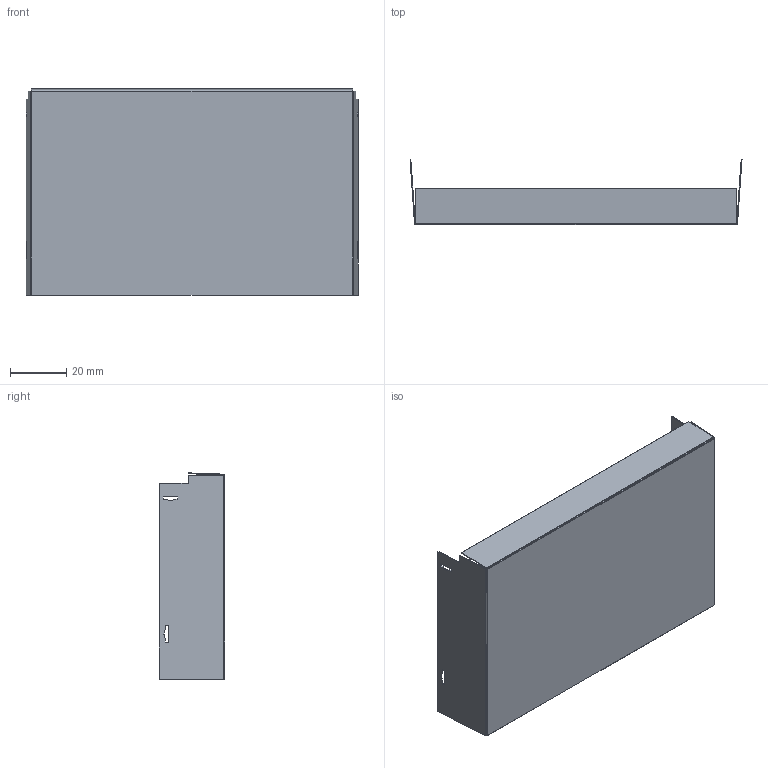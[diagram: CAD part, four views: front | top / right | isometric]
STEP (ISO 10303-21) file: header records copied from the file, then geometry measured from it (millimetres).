
FILE_DESCRIPTION((''),'2;1');
FILE_NAME('_','2018-12-05T',('tkl'),(''),'PRO/ENGINEER BY PARAMETRIC TECHNOLOGY CORPORATION, 2015070','PRO/ENGINEER BY PARAMETRIC TECHNOLOGY CORPORATION, 2015070','');
FILE_SCHEMA(('CONFIG_CONTROL_DESIGN'));
Length unit declared in the file: millimetre
Products named in the file (1): _
Bounding box: 118.26 x 23.3 x 73.45 mm (x, y, z)
Volume: 3924.1 mm3; surface area: 26324.2 mm2
Topology: 1 solids, 1 shells, 67 faces, 196 edges, 131 vertices
Faces by surface type: plane 40, cylinder 27
Entity records: 2301 total; most frequent: CARTESIAN_POINT 428, ORIENTED_EDGE 392, DIRECTION 373, EDGE_CURVE 196, VECTOR 137, LINE 137, VERTEX_POINT 131, AXIS2_PLACEMENT_3D 118
